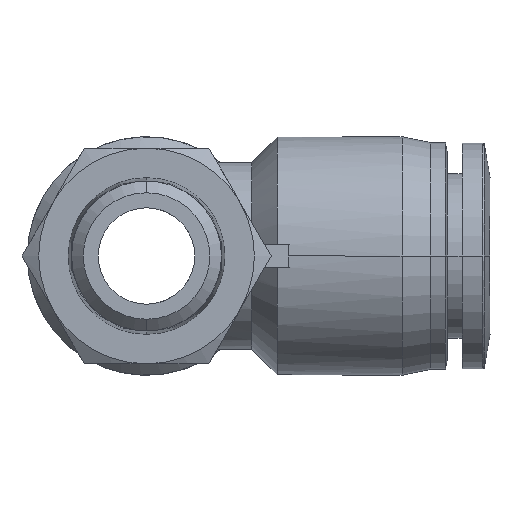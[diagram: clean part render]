
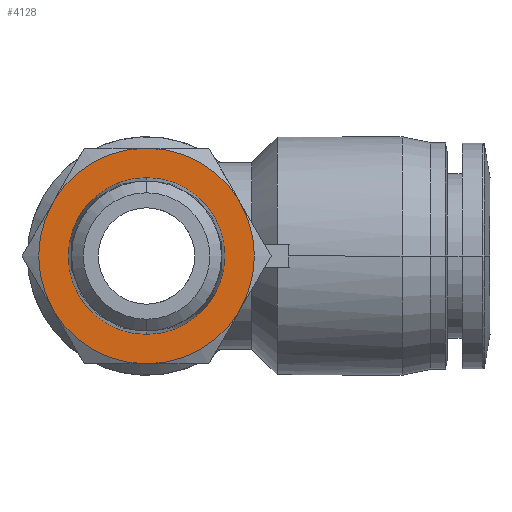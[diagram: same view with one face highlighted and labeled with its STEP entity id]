
A CAD part, front view. The second image highlights one B-rep face of the part: STEP entity #4128.
In plain terms, the highlighted planar face has unit normal (0, -1, 0).
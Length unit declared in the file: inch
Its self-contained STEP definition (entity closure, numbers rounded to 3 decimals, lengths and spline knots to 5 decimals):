
#24 = DIRECTION ( 'NONE',  ( 0., 0., 1. ) ) ;
#40 = DIRECTION ( 'NONE',  ( 0., -1., 0. ) ) ;
#78 = CARTESIAN_POINT ( 'NONE',  ( 0., -0.23622, 0. ) ) ;
#122 = CARTESIAN_POINT ( 'NONE',  ( 0., -0.23622, 0. ) ) ;
#130 = FACE_OUTER_BOUND ( 'NONE', #1668, .T. ) ;
#181 = EDGE_CURVE ( 'NONE', #4596, #3191, #2151, .T. ) ;
#520 = VERTEX_POINT ( 'NONE', #2910 ) ;
#562 = DIRECTION ( 'NONE',  ( 0., 0., 1. ) ) ;
#917 = CIRCLE ( 'NONE', #1451, 0.27165 ) ;
#918 = VERTEX_POINT ( 'NONE', #5284 ) ;
#920 = CIRCLE ( 'NONE', #4341, 0.27165 ) ;
#1004 = ORIENTED_EDGE ( 'NONE', *, *, #181, .T. ) ;
#1167 = CARTESIAN_POINT ( 'NONE',  ( 0., -0.23622, 0.37402 ) ) ;
#1229 = EDGE_CURVE ( 'NONE', #3198, #918, #1270, .T. ) ;
#1234 = DIRECTION ( 'NONE',  ( 0., -1., 0. ) ) ;
#1270 = CIRCLE ( 'NONE', #3740, 0.37402 ) ;
#1354 = AXIS2_PLACEMENT_3D ( 'NONE', #4024, #3988, #4041 ) ;
#1436 = EDGE_CURVE ( 'NONE', #4497, #4624, #920, .T. ) ;
#1451 = AXIS2_PLACEMENT_3D ( 'NONE', #4529, #1898, #4972 ) ;
#1535 = ORIENTED_EDGE ( 'NONE', *, *, #2732, .T. ) ;
#1544 = PLANE ( 'NONE',  #4043 ) ;
#1563 = CIRCLE ( 'NONE', #4097, 0.37402 ) ;
#1668 = EDGE_LOOP ( 'NONE', ( #5221, #1004, #3718, #4245, #1535, #4214 ) ) ;
#1681 = AXIS2_PLACEMENT_3D ( 'NONE', #4737, #2088, #5184 ) ;
#1898 = DIRECTION ( 'NONE',  ( 0., -1., 0. ) ) ;
#1988 = CARTESIAN_POINT ( 'NONE',  ( -0.32283, -0.23622, 0. ) ) ;
#2088 = DIRECTION ( 'NONE',  ( 0., -1., 0. ) ) ;
#2151 = CIRCLE ( 'NONE', #1354, 0.37402 ) ;
#2222 = EDGE_CURVE ( 'NONE', #4624, #4497, #917, .T. ) ;
#2397 = FACE_BOUND ( 'NONE', #4729, .T. ) ;
#2408 = DIRECTION ( 'NONE',  ( 0., 0., -1. ) ) ;
#2487 = CARTESIAN_POINT ( 'NONE',  ( 0., -0.23622, 0. ) ) ;
#2534 = CIRCLE ( 'NONE', #3326, 0.37402 ) ;
#2605 = CARTESIAN_POINT ( 'NONE',  ( 0., -0.23622, -0.37402 ) ) ;
#2732 = EDGE_CURVE ( 'NONE', #3060, #3198, #4146, .T. ) ;
#2799 = CIRCLE ( 'NONE', #1681, 0.37402 ) ;
#2864 = EDGE_CURVE ( 'NONE', #520, #3060, #1563, .T. ) ;
#2910 = CARTESIAN_POINT ( 'NONE',  ( -0.32391, -0.23622, -0.18701 ) ) ;
#2925 = DIRECTION ( 'NONE',  ( 0., 0., 1. ) ) ;
#3060 = VERTEX_POINT ( 'NONE', #2605 ) ;
#3120 = DIRECTION ( 'NONE',  ( 0., -1., 0. ) ) ;
#3123 = AXIS2_PLACEMENT_3D ( 'NONE', #122, #3120, #562 ) ;
#3191 = VERTEX_POINT ( 'NONE', #4480 ) ;
#3198 = VERTEX_POINT ( 'NONE', #4494 ) ;
#3217 = ORIENTED_EDGE ( 'NONE', *, *, #2222, .F. ) ;
#3326 = AXIS2_PLACEMENT_3D ( 'NONE', #2487, #5570, #2925 ) ;
#3718 = ORIENTED_EDGE ( 'NONE', *, *, #4170, .T. ) ;
#3740 = AXIS2_PLACEMENT_3D ( 'NONE', #78, #40, #24 ) ;
#3809 = CARTESIAN_POINT ( 'NONE',  ( 0., -0.23622, 0. ) ) ;
#3988 = DIRECTION ( 'NONE',  ( 0., -1., 0. ) ) ;
#4024 = CARTESIAN_POINT ( 'NONE',  ( 0., -0.23622, 0. ) ) ;
#4041 = DIRECTION ( 'NONE',  ( 0., 0., 1. ) ) ;
#4043 = AXIS2_PLACEMENT_3D ( 'NONE', #1988, #5070, #2408 ) ;
#4072 = CARTESIAN_POINT ( 'NONE',  ( 0., -0.23622, 0.27165 ) ) ;
#4097 = AXIS2_PLACEMENT_3D ( 'NONE', #3809, #1234, #4252 ) ;
#4128 = ADVANCED_FACE ( 'NONE', ( #2397, #130 ), #1544, .T. ) ;
#4146 = CIRCLE ( 'NONE', #3123, 0.37402 ) ;
#4170 = EDGE_CURVE ( 'NONE', #3191, #520, #2534, .T. ) ;
#4202 = CARTESIAN_POINT ( 'NONE',  ( 0., -0.23622, -0.27165 ) ) ;
#4214 = ORIENTED_EDGE ( 'NONE', *, *, #1229, .T. ) ;
#4245 = ORIENTED_EDGE ( 'NONE', *, *, #2864, .T. ) ;
#4252 = DIRECTION ( 'NONE',  ( 0., 0., 1. ) ) ;
#4309 = DIRECTION ( 'NONE',  ( 0., 0., 1. ) ) ;
#4341 = AXIS2_PLACEMENT_3D ( 'NONE', #4366, #4346, #4309 ) ;
#4346 = DIRECTION ( 'NONE',  ( 0., -1., 0. ) ) ;
#4366 = CARTESIAN_POINT ( 'NONE',  ( 0., -0.23622, 0. ) ) ;
#4480 = CARTESIAN_POINT ( 'NONE',  ( -0.32391, -0.23622, 0.18701 ) ) ;
#4494 = CARTESIAN_POINT ( 'NONE',  ( 0.32391, -0.23622, -0.18701 ) ) ;
#4497 = VERTEX_POINT ( 'NONE', #4072 ) ;
#4529 = CARTESIAN_POINT ( 'NONE',  ( 0., -0.23622, 0. ) ) ;
#4596 = VERTEX_POINT ( 'NONE', #1167 ) ;
#4624 = VERTEX_POINT ( 'NONE', #4202 ) ;
#4729 = EDGE_LOOP ( 'NONE', ( #5578, #3217 ) ) ;
#4737 = CARTESIAN_POINT ( 'NONE',  ( 0., -0.23622, 0. ) ) ;
#4972 = DIRECTION ( 'NONE',  ( 0., 0., 1. ) ) ;
#5070 = DIRECTION ( 'NONE',  ( 0., -1., 0. ) ) ;
#5184 = DIRECTION ( 'NONE',  ( 0., 0., 1. ) ) ;
#5221 = ORIENTED_EDGE ( 'NONE', *, *, #5319, .T. ) ;
#5284 = CARTESIAN_POINT ( 'NONE',  ( 0.32391, -0.23622, 0.18701 ) ) ;
#5319 = EDGE_CURVE ( 'NONE', #918, #4596, #2799, .T. ) ;
#5570 = DIRECTION ( 'NONE',  ( 0., -1., 0. ) ) ;
#5578 = ORIENTED_EDGE ( 'NONE', *, *, #1436, .F. ) ;
